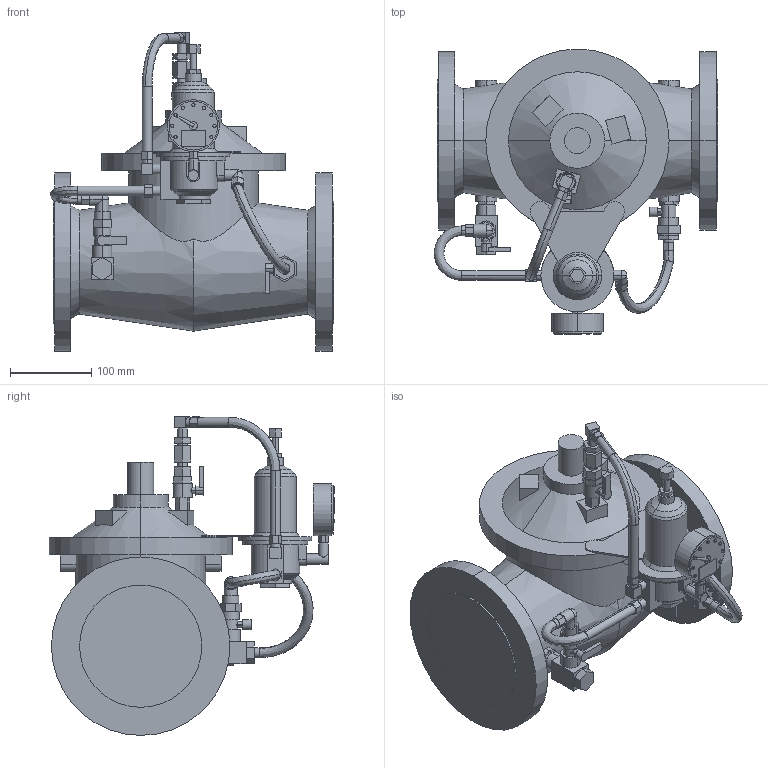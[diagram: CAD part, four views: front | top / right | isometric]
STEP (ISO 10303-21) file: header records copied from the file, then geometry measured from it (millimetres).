
FILE_DESCRIPTION(('no description'),'unknown implementation level');
FILE_NAME('_DR300-100A_3D.stp',' ',('pit-cup GmbH'),('ccLab - KiM Gmbh - www.kimweb.de'),'unknown preprocess','ACIS','unknown authorization');
FILE_SCHEMA(('automotive_design'));
Length unit declared in the file: millimetre
Products named in the file (1): 1
Bounding box: 349.49 x 352.5 x 393.05 mm (x, y, z)
Volume: 9861690.7 mm3; surface area: 514454.2 mm2
Topology: 1 solids, 1 shells, 549 faces, 1344 edges, 863 vertices
Faces by surface type: plane 365, cylinder 149, cone 25, bspline 6, sphere 4
Entity records: 36692 total; most frequent: CARTESIAN_POINT 8217, STYLED_ITEM 2753, PRESENTATION_STYLE_ASSIGNMENT 2753, COLOUR_RGB 2753, DIRECTION 2724, ORIENTED_EDGE 2680, EDGE_CURVE 1340, CURVE_STYLE 1340
